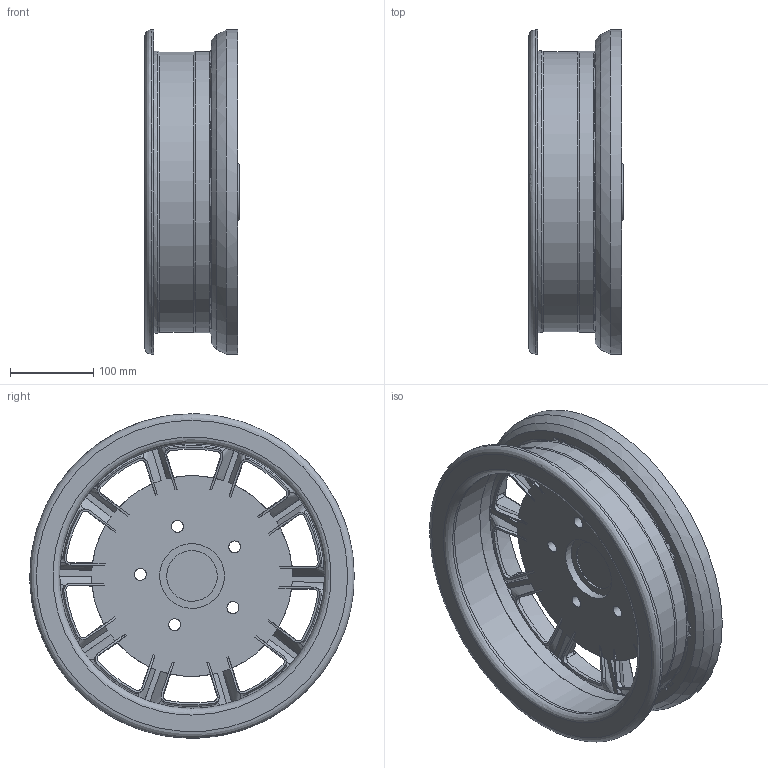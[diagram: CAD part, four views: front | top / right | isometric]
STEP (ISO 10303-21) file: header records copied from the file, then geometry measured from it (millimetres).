
FILE_DESCRIPTION(('FreeCAD Model'),'2;1');
FILE_NAME('Open CASCADE Shape Model','2025-05-04T19:58:49',('FreeCAD'),( 'FreeCAD'),'Open CASCADE STEP processor 7.6','FreeCAD','Unknown');
FILE_SCHEMA(('AUTOMOTIVE_DESIGN { 1 0 10303 214 1 1 1 1 }'));
Products named in the file (1): Open CASCADE STEP translator 7.6 1
Bounding box: 113.84 x 390.77 x 390.73 mm (x, y, z)
Volume: 2714162.6 mm3; surface area: 579282.5 mm2
Topology: 1 solids, 1 shells, 6309 faces, 12965 edges, 6653 vertices
Faces by surface type: bspline 6309
Entity records: 171720 total; most frequent: CARTESIAN_POINT 88929, ORIENTED_EDGE 25930, EDGE_CURVE 12965, B_SPLINE_CURVE_WITH_KNOTS 12278, VERTEX_POINT 6653, FACE_BOUND 6334, EDGE_LOOP 6334, ADVANCED_FACE 6309
